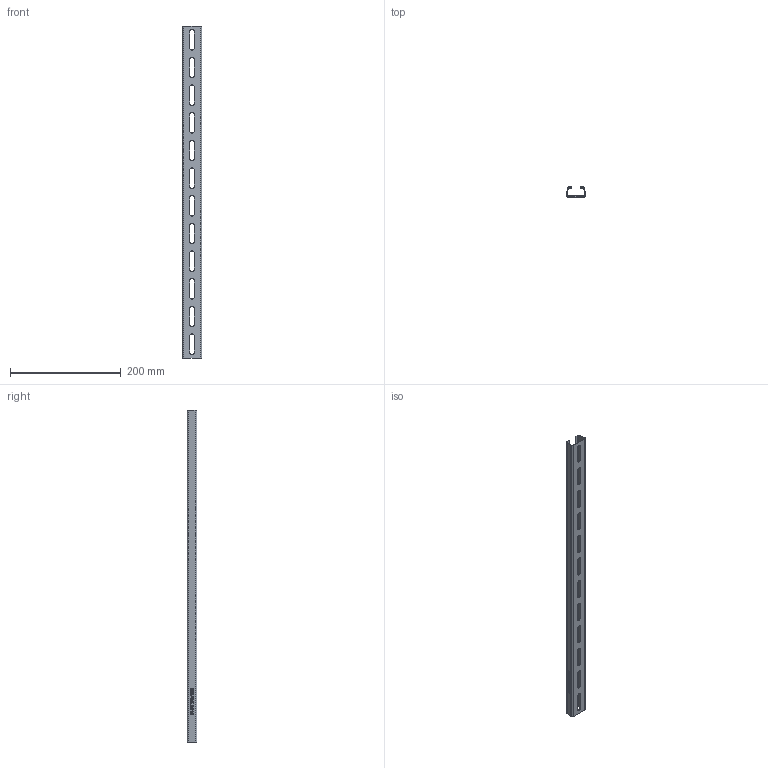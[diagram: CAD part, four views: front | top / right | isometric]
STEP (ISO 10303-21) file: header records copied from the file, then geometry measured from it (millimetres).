
FILE_DESCRIPTION (( 'STEP AP214' ), '1' );
FILE_NAME ('1119684_KSTP1.stp', '2018-07-27T09:35:47', ( '' ), ( '' ), 'SwSTEP 2.0', 'SolidWorks 2016', '' );
FILE_SCHEMA (( 'AUTOMOTIVE_DESIGN' ));
Length unit declared in the file: millimetre
Products named in the file (1): 1119684_KSTP1
Bounding box: 34.97 x 18 x 600 mm (x, y, z)
Volume: 63062.3 mm3; surface area: 87756.6 mm2
Topology: 1 solids, 1 shells, 234 faces, 607 edges, 394 vertices
Faces by surface type: plane 135, cylinder 50, bspline 49
Entity records: 9488 total; most frequent: CARTESIAN_POINT 3942, ORIENTED_EDGE 1214, DIRECTION 981, EDGE_CURVE 607, LINE 409, VECTOR 409, VERTEX_POINT 394, AXIS2_PLACEMENT_3D 286
